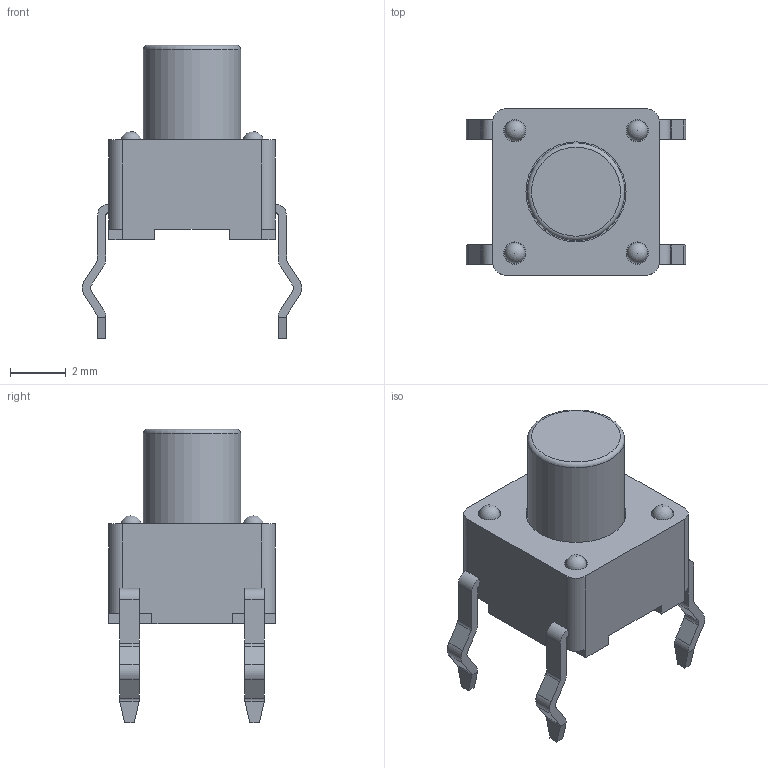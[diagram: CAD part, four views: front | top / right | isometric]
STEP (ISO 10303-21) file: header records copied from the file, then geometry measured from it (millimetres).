
FILE_DESCRIPTION((' '),'2;1');
FILE_NAME('TL1105FFxxxx.stp','2017-07-19T14:14:15',(' '),(' '),' ','ACIS',' ');
FILE_SCHEMA(('CONFIG_CONTROL_DESIGN'));
Length unit declared in the file: inch
Products named in the file (1): TL1105FFxxxx.stp
Bounding box: 7.89 x 6 x 10.55 mm (x, y, z)
Volume: 130 mm3; surface area: 383.1 mm2
Topology: 1 solids, 3 shells, 250 faces, 667 edges, 431 vertices
Faces by surface type: plane 164, cylinder 76, sphere 6, cone 2, torus 1, bspline 1
Full cylindrical faces by diameter (mm): 0.75 x4, 0.8 x4, 1 x1, 3.5 x1, 3.6 x1, 5 x1
Entity records: 7776 total; most frequent: CARTESIAN_POINT 1495, DIRECTION 1287, ORIENTED_EDGE 1266, EDGE_CURVE 633, VECTOR 441, LINE 441, AXIS2_PLACEMENT_3D 423, VERTEX_POINT 418
